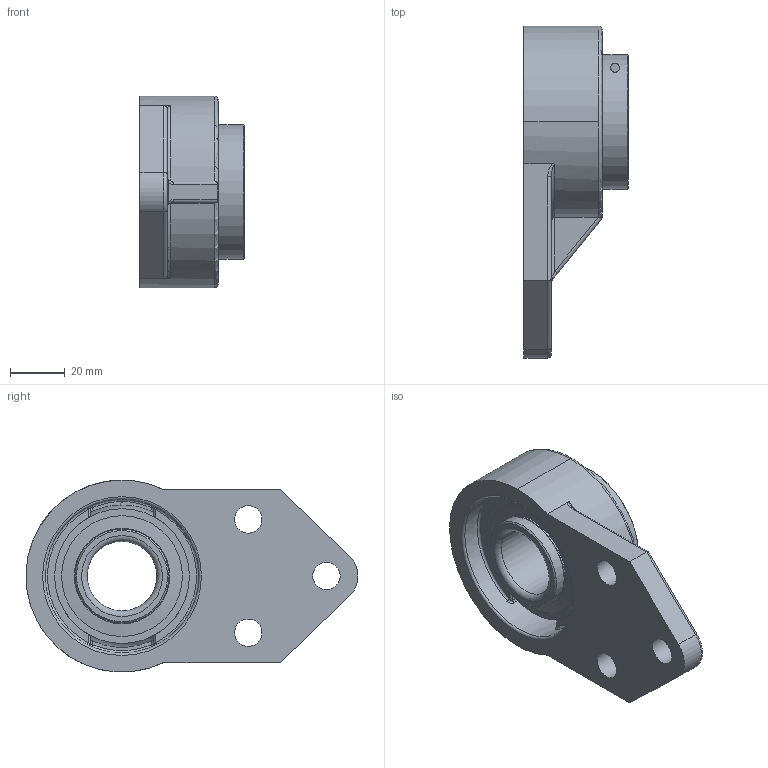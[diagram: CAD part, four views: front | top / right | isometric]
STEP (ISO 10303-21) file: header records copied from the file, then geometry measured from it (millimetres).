
FILE_DESCRIPTION(('HOOPS Exchange Step'),'2;1');
FILE_NAME('export-4CF153A3-C8FC-4AF4-A53B-48B8EF50EE17.stp','2020-05-27T11:34:05-07:00',('dkerr'),('Alibre'),'HOOPS Exchange 2020.0','Alibre','Unknown authorisation');
FILE_SCHEMA( ('AP242_MANAGED_MODEL_BASED_3D_ENGINEERING_MIM_LF {1 0 10303 442 1 1 4 }') );
Length unit declared in the file: inch
Products named in the file (8): MRN SFBM 205 L4L; MRN SUE 205-16 L4L (1.0) (Race); MRN SUE 205 L4L (Ball); MRN SUE 205 L4L (Shield); MRN SUE 205 L4L (Lock Ring); MRN SUE 205 L4L (Bolt); MRN SUE 205-16 L4L (1.0); MRN SUESFBM 205-16 L4L (1.000inch)
Assembly tree (7 placements, depth 3):
  MRN SUESFBM 205-16 L4L (1.000inch)
    MRN SFBM 205 L4L
    MRN SUE 205-16 L4L (1.0)
      MRN SUE 205-16 L4L (1.0) (Race)
      MRN SUE 205 L4L (Ball)
      MRN SUE 205 L4L (Shield)
      MRN SUE 205 L4L (Lock Ring)
      MRN SUE 205 L4L (Bolt)
Bounding box: 38 x 120.98 x 69.93 mm (x, y, z)
Volume: 104466.1 mm3; surface area: 44936.6 mm2
Topology: 16 solids, 16 shells, 207 faces, 568 edges, 372 vertices
Faces by surface type: cylinder 65, plane 61, torus 28, cone 27, sphere 16, bspline 10
Full cylindrical faces by diameter (mm): 3.242 x2, 4 x1, 7 x1, 10 x3, 25.4 x1, 34.225 x4, 34.733 x2, 44 x4, 56.126 x1, 60.25 x1
Entity records: 11215 total; most frequent: CARTESIAN_POINT 5823, DIRECTION 1113, ORIENTED_EDGE 1082, EDGE_CURVE 541, AXIS2_PLACEMENT_3D 469, VERTEX_POINT 372, CIRCLE 239, EDGE_LOOP 233
